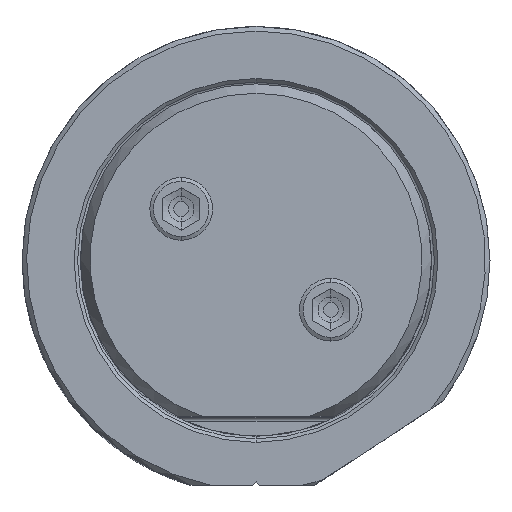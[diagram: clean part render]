
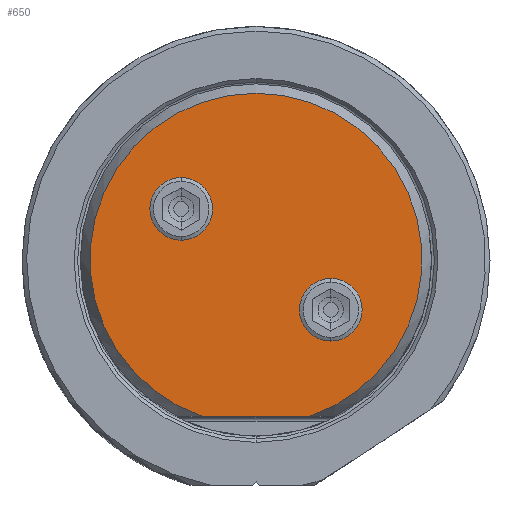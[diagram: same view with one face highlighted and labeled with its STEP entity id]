
A CAD part, top view. The second image highlights one B-rep face of the part: STEP entity #650.
In plain terms, the highlighted planar face has unit normal (0, 0, 1).
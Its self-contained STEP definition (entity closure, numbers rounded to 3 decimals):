
#206=PLANE('',#6180);
#650=ADVANCED_FACE('',(#1023,#1024,#1025),#206,.T.);
#1023=FACE_BOUND('',#1124,.T.);
#1024=FACE_BOUND('',#1125,.T.);
#1025=FACE_BOUND('',#1126,.T.);
#1124=EDGE_LOOP('',(#2890,#2891,#2892));
#1125=EDGE_LOOP('',(#2893,#2894));
#1126=EDGE_LOOP('',(#2895,#2896));
#1495=LINE('',#11539,#1822);
#1822=VECTOR('',#7163,1.);
#2150=CIRCLE('',#6170,18.022);
#2151=CIRCLE('',#6171,18.022);
#2152=CIRCLE('',#6176,3.4);
#2153=CIRCLE('',#6177,3.4);
#2154=CIRCLE('',#6178,3.4);
#2155=CIRCLE('',#6179,3.4);
#2890=ORIENTED_EDGE('',*,*,#5052,.T.);
#2891=ORIENTED_EDGE('',*,*,#5055,.T.);
#2892=ORIENTED_EDGE('',*,*,#5053,.T.);
#2893=ORIENTED_EDGE('',*,*,#5058,.T.);
#2894=ORIENTED_EDGE('',*,*,#5059,.T.);
#2895=ORIENTED_EDGE('',*,*,#5060,.T.);
#2896=ORIENTED_EDGE('',*,*,#5061,.T.);
#4393=VERTEX_POINT('',#11529);
#4394=VERTEX_POINT('',#11531);
#4395=VERTEX_POINT('',#11533);
#4396=VERTEX_POINT('',#11546);
#4397=VERTEX_POINT('',#11547);
#4398=VERTEX_POINT('',#11550);
#4399=VERTEX_POINT('',#11551);
#5052=EDGE_CURVE('',#4394,#4393,#2150,.T.);
#5053=EDGE_CURVE('',#4395,#4394,#2151,.T.);
#5055=EDGE_CURVE('',#4393,#4395,#1495,.T.);
#5058=EDGE_CURVE('',#4396,#4397,#2152,.T.);
#5059=EDGE_CURVE('',#4397,#4396,#2153,.T.);
#5060=EDGE_CURVE('',#4398,#4399,#2154,.T.);
#5061=EDGE_CURVE('',#4399,#4398,#2155,.T.);
#6170=AXIS2_PLACEMENT_3D('',#11530,#7157,#7158);
#6171=AXIS2_PLACEMENT_3D('',#11532,#7159,#7160);
#6176=AXIS2_PLACEMENT_3D('',#11545,#7172,#7173);
#6177=AXIS2_PLACEMENT_3D('',#11548,#7174,#7175);
#6178=AXIS2_PLACEMENT_3D('',#11549,#7176,#7177);
#6179=AXIS2_PLACEMENT_3D('',#11552,#7178,#7179);
#6180=AXIS2_PLACEMENT_3D('',#11553,#7180,#7181);
#7157=DIRECTION('',(0.,0.,1.));
#7158=DIRECTION('',(0.,1.,0.));
#7159=DIRECTION('',(0.,0.,1.));
#7160=DIRECTION('',(0.324,-0.946,0.));
#7163=DIRECTION('',(1.,0.,0.));
#7172=DIRECTION('',(0.,0.,-1.));
#7173=DIRECTION('',(1.,0.,0.));
#7174=DIRECTION('',(0.,0.,-1.));
#7175=DIRECTION('',(-1.,0.,0.));
#7176=DIRECTION('',(0.,0.,-1.));
#7177=DIRECTION('',(1.,0.,0.));
#7178=DIRECTION('',(0.,0.,-1.));
#7179=DIRECTION('',(-1.,0.,0.));
#7180=DIRECTION('',(0.,0.,1.));
#7181=DIRECTION('',(1.,0.,0.));
#11529=CARTESIAN_POINT('',(-5.839,-17.05,69.85));
#11530=CARTESIAN_POINT('',(0.,0.,69.85));
#11531=CARTESIAN_POINT('',(0.,18.022,69.85));
#11532=CARTESIAN_POINT('',(0.,0.,69.85));
#11533=CARTESIAN_POINT('',(5.839,-17.05,69.85));
#11539=CARTESIAN_POINT('',(-5.839,-17.05,69.85));
#11545=CARTESIAN_POINT('',(8.124,-5.474,69.85));
#11546=CARTESIAN_POINT('',(11.524,-5.474,69.85));
#11547=CARTESIAN_POINT('',(4.724,-5.474,69.85));
#11548=CARTESIAN_POINT('',(8.124,-5.474,69.85));
#11549=CARTESIAN_POINT('',(-8.124,5.474,69.85));
#11550=CARTESIAN_POINT('',(-4.724,5.474,69.85));
#11551=CARTESIAN_POINT('',(-11.524,5.474,69.85));
#11552=CARTESIAN_POINT('',(-8.124,5.474,69.85));
#11553=CARTESIAN_POINT('',(0.,0.487,69.85));
